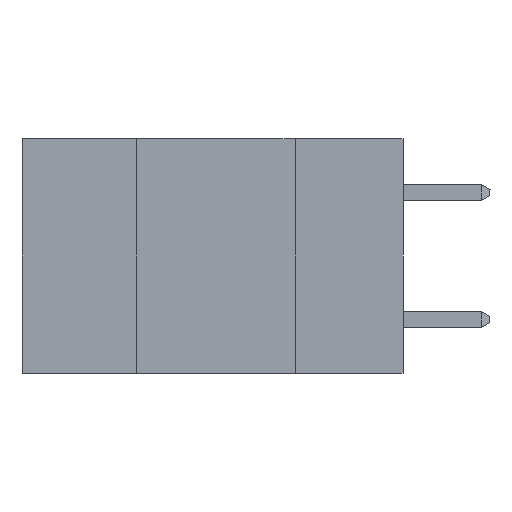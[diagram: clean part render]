
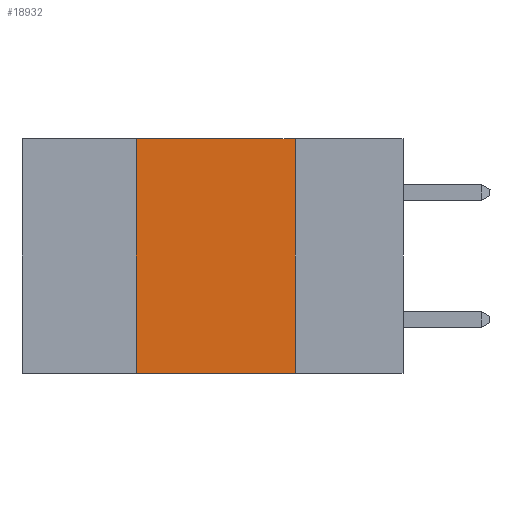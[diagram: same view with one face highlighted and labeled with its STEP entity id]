
A CAD part, left-side view. The second image highlights one B-rep face of the part: STEP entity #18932.
In plain terms, the highlighted planar face has unit normal (-1, 0, 0).
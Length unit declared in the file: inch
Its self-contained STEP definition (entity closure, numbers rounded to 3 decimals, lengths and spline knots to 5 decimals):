
#73 = ORIENTED_EDGE ( 'NONE', *, *, #15091, .F. ) ;
#533 = DIRECTION ( 'NONE',  ( 0., 0., -1. ) ) ;
#689 = CARTESIAN_POINT ( 'NONE',  ( 0., 0.6, 0. ) ) ;
#1279 = EDGE_CURVE ( 'NONE', #9129, #13258, #1517, .T. ) ;
#1471 = LINE ( 'NONE', #5481, #23728 ) ;
#1517 = LINE ( 'NONE', #13718, #15576 ) ;
#2535 = DIRECTION ( 'NONE',  ( 0., -1., 0. ) ) ;
#3543 = EDGE_CURVE ( 'NONE', #3986, #13258, #5093, .T. ) ;
#3655 = PLANE ( 'NONE',  #8109 ) ;
#3986 = VERTEX_POINT ( 'NONE', #19988 ) ;
#4323 = CARTESIAN_POINT ( 'NONE',  ( 0., 0.42, 0. ) ) ;
#4997 = EDGE_LOOP ( 'NONE', ( #27681, #73, #17641, #21627 ) ) ;
#5093 = LINE ( 'NONE', #16586, #24875 ) ;
#5373 = CARTESIAN_POINT ( 'NONE',  ( 0., 0.42, 0. ) ) ;
#5481 = CARTESIAN_POINT ( 'NONE',  ( 0., 0.6, 0. ) ) ;
#6540 = VECTOR ( 'NONE', #27742, 39.37008 ) ;
#7132 = VERTEX_POINT ( 'NONE', #4323 ) ;
#7559 = DIRECTION ( 'NONE',  ( 0., 0., -1. ) ) ;
#8109 = AXIS2_PLACEMENT_3D ( 'NONE', #689, #16435, #7559 ) ;
#9129 = VERTEX_POINT ( 'NONE', #21809 ) ;
#9331 = LINE ( 'NONE', #5373, #6540 ) ;
#9439 = FACE_OUTER_BOUND ( 'NONE', #4997, .T. ) ;
#13258 = VERTEX_POINT ( 'NONE', #20751 ) ;
#13718 = CARTESIAN_POINT ( 'NONE',  ( 0., 0.6, -0.37 ) ) ;
#15091 = EDGE_CURVE ( 'NONE', #7132, #3986, #1471, .T. ) ;
#15576 = VECTOR ( 'NONE', #2535, 39.37008 ) ;
#16435 = DIRECTION ( 'NONE',  ( 1., 0., 0. ) ) ;
#16586 = CARTESIAN_POINT ( 'NONE',  ( 0., 0.17, 0. ) ) ;
#17567 = EDGE_CURVE ( 'NONE', #9129, #7132, #9331, .T. ) ;
#17641 = ORIENTED_EDGE ( 'NONE', *, *, #17567, .F. ) ;
#18932 = ADVANCED_FACE ( 'NONE', ( #9439 ), #3655, .F. ) ;
#19988 = CARTESIAN_POINT ( 'NONE',  ( 0., 0.17, 0. ) ) ;
#20751 = CARTESIAN_POINT ( 'NONE',  ( 0., 0.17, -0.37 ) ) ;
#21627 = ORIENTED_EDGE ( 'NONE', *, *, #1279, .T. ) ;
#21809 = CARTESIAN_POINT ( 'NONE',  ( 0., 0.42, -0.37 ) ) ;
#23728 = VECTOR ( 'NONE', #25843, 39.37008 ) ;
#24875 = VECTOR ( 'NONE', #533, 39.37008 ) ;
#25843 = DIRECTION ( 'NONE',  ( 0., -1., 0. ) ) ;
#27681 = ORIENTED_EDGE ( 'NONE', *, *, #3543, .F. ) ;
#27742 = DIRECTION ( 'NONE',  ( 0., 0., 1. ) ) ;
